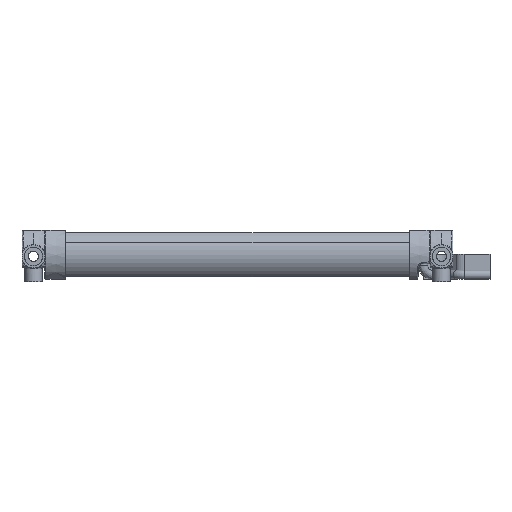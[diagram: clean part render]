
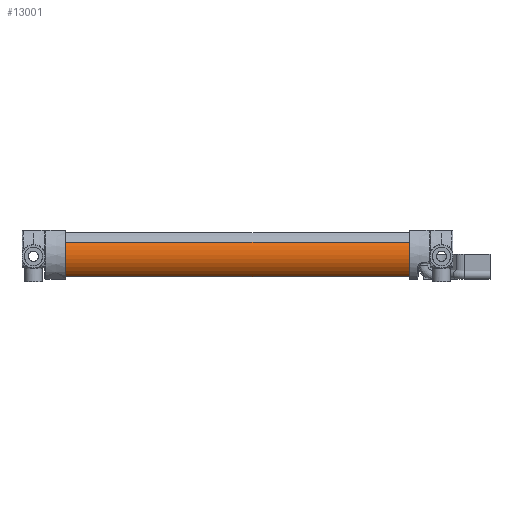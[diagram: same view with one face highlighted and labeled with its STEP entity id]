
A CAD part, left-side view. The second image highlights one B-rep face of the part: STEP entity #13001.
In plain terms, the highlighted cylindrical face has radius 12.15 mm (diameter 24.3 mm), a partial arc.
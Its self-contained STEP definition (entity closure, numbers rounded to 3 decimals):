
#12807=CARTESIAN_POINT('',(0.,0.,0.));
#12808=DIRECTION('',(0.,-1.,0.));
#12809=DIRECTION('',(-0.891,0.,0.455));
#12810=AXIS2_PLACEMENT_3D('',#12807,#12808,#12809);
#12833=DIRECTION('',(0.,1.,0.));
#12834=VECTOR('',#12833,158.);
#12835=CARTESIAN_POINT('',(-10.821,0.,5.525));
#12836=LINE('',#12835,#12834);
#12837=DIRECTION('',(0.,1.,0.));
#12838=VECTOR('',#12837,158.);
#12839=CARTESIAN_POINT('',(-6.937,0.,-9.975));
#12840=LINE('',#12839,#12838);
#12866=CARTESIAN_POINT('',(0.,158.,0.));
#12867=DIRECTION('',(0.,-1.,0.));
#12868=DIRECTION('',(-0.891,0.,0.455));
#12869=AXIS2_PLACEMENT_3D('',#12866,#12867,#12868);
#12895=CARTESIAN_POINT('',(-10.821,0.,5.525));
#12896=VERTEX_POINT('',#12895);
#12897=CARTESIAN_POINT('',(-6.937,0.,-9.975));
#12898=VERTEX_POINT('',#12897);
#12911=CARTESIAN_POINT('',(-10.821,158.,5.525));
#12912=VERTEX_POINT('',#12911);
#12913=CARTESIAN_POINT('',(-6.937,158.,-9.975));
#12914=VERTEX_POINT('',#12913);
#12988=CARTESIAN_POINT('',(0.,0.,0.));
#12989=DIRECTION('',(0.,-1.,0.));
#12990=DIRECTION('',(1.,0.,0.));
#12991=AXIS2_PLACEMENT_3D('',#12988,#12989,#12990);
#12992=CYLINDRICAL_SURFACE('',#12991,12.15);
#12993=ORIENTED_EDGE('',*,*,#12936,.T.);
#12995=ORIENTED_EDGE('',*,*,#12994,.T.);
#12997=ORIENTED_EDGE('',*,*,#12996,.F.);
#12998=ORIENTED_EDGE('',*,*,#12980,.F.);
#12999=EDGE_LOOP('',(#12993,#12995,#12997,#12998));
#13000=FACE_OUTER_BOUND('',#12999,.F.);
#13001=ADVANCED_FACE('',(#13000),#12992,.T.);
#12811=CIRCLE('',#12810,12.15);
#12870=CIRCLE('',#12869,12.15);
#12936=EDGE_CURVE('',#12896,#12898,#12811,.T.);
#12980=EDGE_CURVE('',#12896,#12912,#12836,.T.);
#12994=EDGE_CURVE('',#12898,#12914,#12840,.T.);
#12996=EDGE_CURVE('',#12912,#12914,#12870,.T.);
